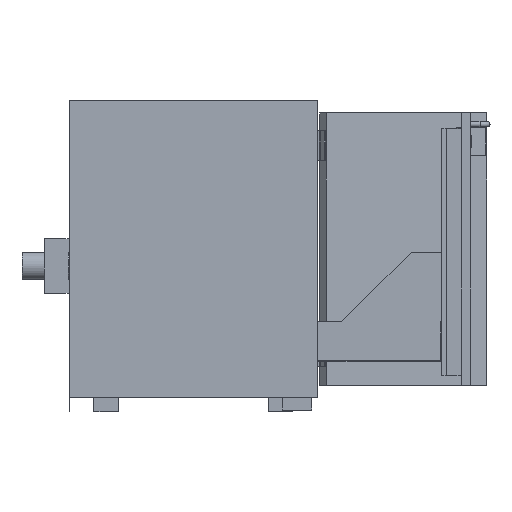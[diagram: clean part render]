
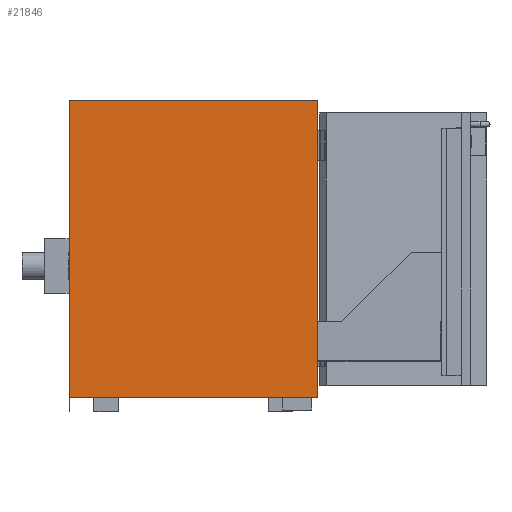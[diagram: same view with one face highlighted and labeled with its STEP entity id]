
A CAD part, left-side view. The second image highlights one B-rep face of the part: STEP entity #21846.
In plain terms, the highlighted planar face has unit normal (-1, 0, 0).
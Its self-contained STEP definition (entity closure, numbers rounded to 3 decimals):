
#1401=FACE_OUTER_BOUND('',#2620,.T.);
#2620=EDGE_LOOP('',(#14105,#14106,#14107,#14108,#14109,#14110));
#3990=LINE('',#28647,#6314);
#4020=LINE('',#28709,#6344);
#4030=LINE('',#28728,#6354);
#4032=LINE('',#28732,#6356);
#4099=LINE('',#28869,#6423);
#4114=LINE('',#28917,#6438);
#6314=VECTOR('',#24270,10.);
#6344=VECTOR('',#24334,10.);
#6354=VECTOR('',#24354,10.);
#6356=VECTOR('',#24358,10.);
#6423=VECTOR('',#24473,10.);
#6438=VECTOR('',#24536,10.);
#8622=VERTEX_POINT('',#28645);
#8623=VERTEX_POINT('',#28646);
#8637=VERTEX_POINT('',#28705);
#8642=VERTEX_POINT('',#28726);
#8643=VERTEX_POINT('',#28730);
#8689=VERTEX_POINT('',#28867);
#10692=EDGE_CURVE('',#8622,#8623,#3990,.T.);
#10724=EDGE_CURVE('',#8623,#8637,#4020,.T.);
#10734=EDGE_CURVE('',#8622,#8642,#4030,.T.);
#10736=EDGE_CURVE('',#8643,#8642,#4032,.T.);
#10803=EDGE_CURVE('',#8689,#8643,#4099,.T.);
#10822=EDGE_CURVE('',#8637,#8689,#4114,.T.);
#14105=ORIENTED_EDGE('',*,*,#10822,.F.);
#14106=ORIENTED_EDGE('',*,*,#10724,.F.);
#14107=ORIENTED_EDGE('',*,*,#10692,.F.);
#14108=ORIENTED_EDGE('',*,*,#10734,.T.);
#14109=ORIENTED_EDGE('',*,*,#10736,.F.);
#14110=ORIENTED_EDGE('',*,*,#10803,.F.);
#19809=PLANE('',#23166);
#21846=ADVANCED_FACE('',(#1401),#19809,.T.);
#23166=AXIS2_PLACEMENT_3D('',#28916,#24534,#24535);
#24270=DIRECTION('',(0.,0.,1.));
#24334=DIRECTION('',(0.,-1.,0.));
#24354=DIRECTION('',(0.,-1.,0.));
#24358=DIRECTION('',(0.,0.,-1.));
#24473=DIRECTION('',(0.,1.,0.));
#24534=DIRECTION('center_axis',(-1.,0.,0.));
#24535=DIRECTION('ref_axis',(0.,-1.,0.));
#24536=DIRECTION('',(0.,0.,-1.));
#28645=CARTESIAN_POINT('',(-699.38,251.25,-329.94));
#28646=CARTESIAN_POINT('',(-699.38,251.25,300.44));
#28647=CARTESIAN_POINT('',(-699.38,251.25,0.));
#28705=CARTESIAN_POINT('',(-699.38,-251.25,300.44));
#28709=CARTESIAN_POINT('',(-699.38,251.25,300.44));
#28726=CARTESIAN_POINT('',(-699.38,251.15,-329.94));
#28728=CARTESIAN_POINT('',(-699.38,251.25,-329.94));
#28730=CARTESIAN_POINT('',(-699.38,251.15,-300.44));
#28732=CARTESIAN_POINT('',(-699.38,251.15,-329.94));
#28867=CARTESIAN_POINT('',(-699.38,-251.25,-300.44));
#28869=CARTESIAN_POINT('',(-699.38,251.25,-300.44));
#28916=CARTESIAN_POINT('Origin',(-699.38,251.25,0.));
#28917=CARTESIAN_POINT('',(-699.38,-251.25,0.));
